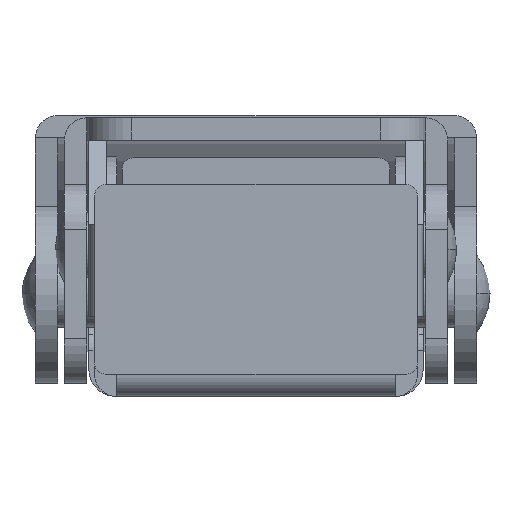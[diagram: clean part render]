
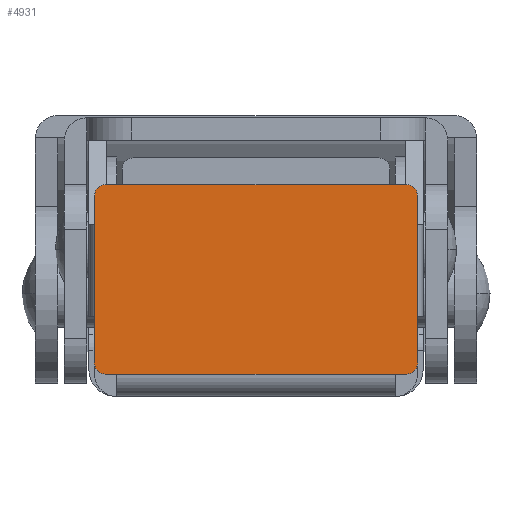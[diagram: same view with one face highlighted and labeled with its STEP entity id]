
A CAD part, front view. The second image highlights one B-rep face of the part: STEP entity #4931.
In plain terms, the highlighted planar face has unit normal (0, -1, 0).
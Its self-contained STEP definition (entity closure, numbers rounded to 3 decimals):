
#9 = AXIS2_PLACEMENT_3D ( 'NONE', #5913, #2225, #6536 ) ;
#12 = CIRCLE ( 'NONE', #4086, 0.5 ) ;
#39 = VERTEX_POINT ( 'NONE', #7614 ) ;
#40 = VERTEX_POINT ( 'NONE', #1823 ) ;
#96 = DIRECTION ( 'NONE',  ( 0., 0., -1. ) ) ;
#147 = VERTEX_POINT ( 'NONE', #5147 ) ;
#212 = ORIENTED_EDGE ( 'NONE', *, *, #3389, .T. ) ;
#267 = VECTOR ( 'NONE', #7612, 1000. ) ;
#384 = CARTESIAN_POINT ( 'NONE',  ( -6.75, -28.5, -5.75 ) ) ;
#391 = ORIENTED_EDGE ( 'NONE', *, *, #6586, .F. ) ;
#494 = ORIENTED_EDGE ( 'NONE', *, *, #5030, .T. ) ;
#526 = VECTOR ( 'NONE', #2659, 1000. ) ;
#544 = ORIENTED_EDGE ( 'NONE', *, *, #974, .F. ) ;
#735 = CARTESIAN_POINT ( 'NONE',  ( 6.75, -28.5, 2.25 ) ) ;
#827 = DIRECTION ( 'NONE',  ( 0., -1., 0. ) ) ;
#974 = EDGE_CURVE ( 'NONE', #5231, #7925, #5403, .T. ) ;
#1007 = VERTEX_POINT ( 'NONE', #1010 ) ;
#1010 = CARTESIAN_POINT ( 'NONE',  ( -7.25, -28.5, 2.25 ) ) ;
#1343 = DIRECTION ( 'NONE',  ( 0., 0., -1. ) ) ;
#1358 = VECTOR ( 'NONE', #6497, 1000. ) ;
#1493 = VECTOR ( 'NONE', #4923, 1000. ) ;
#1508 = CARTESIAN_POINT ( 'NONE',  ( -6.25, -28.5, -5.75 ) ) ;
#1585 = CARTESIAN_POINT ( 'NONE',  ( 7.25, -28.5, 2.25 ) ) ;
#1668 = LINE ( 'NONE', #3696, #1493 ) ;
#1718 = CIRCLE ( 'NONE', #5831, 0.5 ) ;
#1754 = ORIENTED_EDGE ( 'NONE', *, *, #7716, .T. ) ;
#1790 = AXIS2_PLACEMENT_3D ( 'NONE', #4532, #827, #5152 ) ;
#1810 = EDGE_CURVE ( 'NONE', #1007, #147, #2107, .T. ) ;
#1823 = CARTESIAN_POINT ( 'NONE',  ( 6.25, -28.5, -5.75 ) ) ;
#1963 = AXIS2_PLACEMENT_3D ( 'NONE', #5645, #3200, #7484 ) ;
#1965 = CARTESIAN_POINT ( 'NONE',  ( 7.25, -28.5, -5.75 ) ) ;
#2035 = VERTEX_POINT ( 'NONE', #5368 ) ;
#2107 = LINE ( 'NONE', #5177, #267 ) ;
#2124 = VECTOR ( 'NONE', #96, 1000. ) ;
#2225 = DIRECTION ( 'NONE',  ( 0., -1., 0. ) ) ;
#2380 = LINE ( 'NONE', #5724, #526 ) ;
#2476 = LINE ( 'NONE', #4409, #3943 ) ;
#2659 = DIRECTION ( 'NONE',  ( 1., 0., 0. ) ) ;
#2679 = EDGE_CURVE ( 'NONE', #2035, #40, #2476, .T. ) ;
#3116 = EDGE_CURVE ( 'NONE', #39, #1007, #3932, .T. ) ;
#3200 = DIRECTION ( 'NONE',  ( 0., -1., 0. ) ) ;
#3208 = DIRECTION ( 'NONE',  ( -1., 0., 0. ) ) ;
#3386 = DIRECTION ( 'NONE',  ( 0., -1., 0. ) ) ;
#3389 = EDGE_CURVE ( 'NONE', #2035, #7925, #7264, .T. ) ;
#3447 = CARTESIAN_POINT ( 'NONE',  ( 7.25, -28.5, -5.75 ) ) ;
#3696 = CARTESIAN_POINT ( 'NONE',  ( 7.25, -28.5, 2.75 ) ) ;
#3793 = VERTEX_POINT ( 'NONE', #384 ) ;
#3802 = ORIENTED_EDGE ( 'NONE', *, *, #5485, .T. ) ;
#3895 = CARTESIAN_POINT ( 'NONE',  ( 6.75, -28.5, 2.75 ) ) ;
#3932 = CIRCLE ( 'NONE', #1790, 0.5 ) ;
#3943 = VECTOR ( 'NONE', #3208, 1000. ) ;
#4086 = AXIS2_PLACEMENT_3D ( 'NONE', #735, #5053, #1343 ) ;
#4130 = EDGE_LOOP ( 'NONE', ( #6805, #1754, #391, #494, #4708, #212, #544, #7616, #3802, #5405 ) ) ;
#4395 = PLANE ( 'NONE',  #1963 ) ;
#4409 = CARTESIAN_POINT ( 'NONE',  ( 7.25, -28.5, -5.75 ) ) ;
#4532 = CARTESIAN_POINT ( 'NONE',  ( -6.75, -28.5, 2.25 ) ) ;
#4616 = FACE_OUTER_BOUND ( 'NONE', #4130, .T. ) ;
#4677 = LINE ( 'NONE', #3447, #1358 ) ;
#4708 = ORIENTED_EDGE ( 'NONE', *, *, #2679, .F. ) ;
#4923 = DIRECTION ( 'NONE',  ( -1., 0., 0. ) ) ;
#4931 = ADVANCED_FACE ( 'NONE', ( #4616 ), #4395, .T. ) ;
#5030 = EDGE_CURVE ( 'NONE', #6534, #40, #2380, .T. ) ;
#5053 = DIRECTION ( 'NONE',  ( 0., -1., 0. ) ) ;
#5147 = CARTESIAN_POINT ( 'NONE',  ( -7.25, -28.5, -5.25 ) ) ;
#5152 = DIRECTION ( 'NONE',  ( 0., 0., -1. ) ) ;
#5177 = CARTESIAN_POINT ( 'NONE',  ( -7.25, -28.5, -5.75 ) ) ;
#5231 = VERTEX_POINT ( 'NONE', #1585 ) ;
#5368 = CARTESIAN_POINT ( 'NONE',  ( 6.75, -28.5, -5.75 ) ) ;
#5403 = LINE ( 'NONE', #1965, #2124 ) ;
#5405 = ORIENTED_EDGE ( 'NONE', *, *, #3116, .T. ) ;
#5485 = EDGE_CURVE ( 'NONE', #6427, #39, #1668, .T. ) ;
#5645 = CARTESIAN_POINT ( 'NONE',  ( -6.25, -28.5, -6.75 ) ) ;
#5724 = CARTESIAN_POINT ( 'NONE',  ( 6.25, -28.5, -5.75 ) ) ;
#5831 = AXIS2_PLACEMENT_3D ( 'NONE', #7053, #3386, #7668 ) ;
#5913 = CARTESIAN_POINT ( 'NONE',  ( 6.75, -28.5, -5.25 ) ) ;
#6427 = VERTEX_POINT ( 'NONE', #3895 ) ;
#6497 = DIRECTION ( 'NONE',  ( -1., 0., 0. ) ) ;
#6534 = VERTEX_POINT ( 'NONE', #1508 ) ;
#6536 = DIRECTION ( 'NONE',  ( 0., 0., -1. ) ) ;
#6586 = EDGE_CURVE ( 'NONE', #6534, #3793, #4677, .T. ) ;
#6666 = CARTESIAN_POINT ( 'NONE',  ( 7.25, -28.5, -5.25 ) ) ;
#6805 = ORIENTED_EDGE ( 'NONE', *, *, #1810, .T. ) ;
#7036 = EDGE_CURVE ( 'NONE', #5231, #6427, #12, .T. ) ;
#7053 = CARTESIAN_POINT ( 'NONE',  ( -6.75, -28.5, -5.25 ) ) ;
#7264 = CIRCLE ( 'NONE', #9, 0.5 ) ;
#7484 = DIRECTION ( 'NONE',  ( 0., 0., -1. ) ) ;
#7612 = DIRECTION ( 'NONE',  ( 0., 0., -1. ) ) ;
#7614 = CARTESIAN_POINT ( 'NONE',  ( -6.75, -28.5, 2.75 ) ) ;
#7616 = ORIENTED_EDGE ( 'NONE', *, *, #7036, .T. ) ;
#7668 = DIRECTION ( 'NONE',  ( 0., 0., -1. ) ) ;
#7716 = EDGE_CURVE ( 'NONE', #147, #3793, #1718, .T. ) ;
#7925 = VERTEX_POINT ( 'NONE', #6666 ) ;
